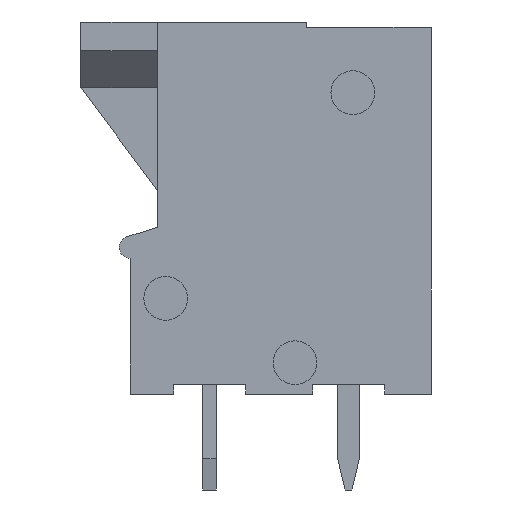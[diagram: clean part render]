
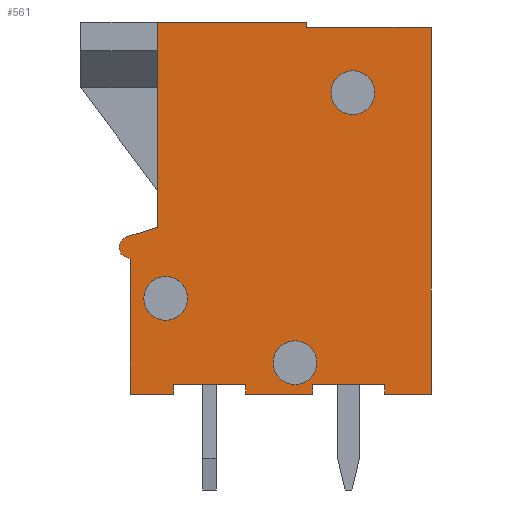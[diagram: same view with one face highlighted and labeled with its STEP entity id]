
A CAD part, left-side view. The second image highlights one B-rep face of the part: STEP entity #561.
In plain terms, the highlighted planar face has unit normal (-1, 0, 0).
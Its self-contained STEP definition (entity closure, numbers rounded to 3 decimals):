
#561 = ADVANCED_FACE( '', ( #1205, #1206, #1207, #1208 ), #1209, .F. );
#1205 = FACE_BOUND( '', #2003, .T. );
#1206 = FACE_OUTER_BOUND( '', #2004, .T. );
#1207 = FACE_BOUND( '', #2005, .T. );
#1208 = FACE_BOUND( '', #2006, .T. );
#1209 = PLANE( '', #2007 );
#2003 = EDGE_LOOP( '', ( #3143 ) );
#2004 = EDGE_LOOP( '', ( #3144, #3145, #3146, #3147, #3148, #3149, #3150, #3151, #3152, #3153, #3154, #3155, #3156, #3157, #3158, #3159, #3160 ) );
#2005 = EDGE_LOOP( '', ( #3161 ) );
#2006 = EDGE_LOOP( '', ( #3162 ) );
#2007 = AXIS2_PLACEMENT_3D( '', #3163, #3164, #3165 );
#3143 = ORIENTED_EDGE( '', *, *, #5055, .T. );
#3144 = ORIENTED_EDGE( '', *, *, #5037, .F. );
#3145 = ORIENTED_EDGE( '', *, *, #5242, .T. );
#3146 = ORIENTED_EDGE( '', *, *, #5243, .F. );
#3147 = ORIENTED_EDGE( '', *, *, #5244, .F. );
#3148 = ORIENTED_EDGE( '', *, *, #5245, .F. );
#3149 = ORIENTED_EDGE( '', *, *, #5246, .T. );
#3150 = ORIENTED_EDGE( '', *, *, #5247, .F. );
#3151 = ORIENTED_EDGE( '', *, *, #5248, .F. );
#3152 = ORIENTED_EDGE( '', *, *, #5249, .F. );
#3153 = ORIENTED_EDGE( '', *, *, #5197, .F. );
#3154 = ORIENTED_EDGE( '', *, *, #5250, .F. );
#3155 = ORIENTED_EDGE( '', *, *, #5033, .F. );
#3156 = ORIENTED_EDGE( '', *, *, #5223, .F. );
#3157 = ORIENTED_EDGE( '', *, *, #5251, .F. );
#3158 = ORIENTED_EDGE( '', *, *, #5252, .F. );
#3159 = ORIENTED_EDGE( '', *, *, #5253, .F. );
#3160 = ORIENTED_EDGE( '', *, *, #5254, .F. );
#3161 = ORIENTED_EDGE( '', *, *, #5255, .T. );
#3162 = ORIENTED_EDGE( '', *, *, #5232, .T. );
#3163 = CARTESIAN_POINT( '', ( -1.27, 5.5, -1.332 ) );
#3164 = DIRECTION( '', ( 1., 0., 0. ) );
#3165 = DIRECTION( '', ( 0., 0., -1. ) );
#5033 = EDGE_CURVE( '', #6050, #6052, #6053, .T. );
#5037 = EDGE_CURVE( '', #6057, #6059, #6060, .T. );
#5055 = EDGE_CURVE( '', #6090, #6090, #6091, .T. );
#5197 = EDGE_CURVE( '', #6332, #6333, #6334, .T. );
#5223 = EDGE_CURVE( '', #6374, #6050, #6375, .T. );
#5232 = EDGE_CURVE( '', #6387, #6387, #6388, .T. );
#5242 = EDGE_CURVE( '', #6057, #6404, #6405, .T. );
#5243 = EDGE_CURVE( '', #6406, #6404, #6407, .T. );
#5244 = EDGE_CURVE( '', #6408, #6406, #6409, .T. );
#5245 = EDGE_CURVE( '', #6410, #6408, #6411, .T. );
#5246 = EDGE_CURVE( '', #6410, #6412, #6413, .T. );
#5247 = EDGE_CURVE( '', #6414, #6412, #6415, .T. );
#5248 = EDGE_CURVE( '', #6416, #6414, #6417, .T. );
#5249 = EDGE_CURVE( '', #6333, #6416, #6418, .T. );
#5250 = EDGE_CURVE( '', #6052, #6332, #6419, .T. );
#5251 = EDGE_CURVE( '', #6420, #6374, #6421, .T. );
#5252 = EDGE_CURVE( '', #6422, #6420, #6423, .T. );
#5253 = EDGE_CURVE( '', #6424, #6422, #6425, .T. );
#5254 = EDGE_CURVE( '', #6059, #6424, #6426, .T. );
#5255 = EDGE_CURVE( '', #6427, #6427, #6428, .T. );
#6050 = VERTEX_POINT( '', #7506 );
#6052 = VERTEX_POINT( '', #7509 );
#6053 = LINE( '', #7510, #7511 );
#6057 = VERTEX_POINT( '', #7516 );
#6059 = VERTEX_POINT( '', #7519 );
#6060 = LINE( '', #7520, #7521 );
#6090 = VERTEX_POINT( '', #7564 );
#6091 = CIRCLE( '', #7565, 0.8 );
#6332 = VERTEX_POINT( '', #7901 );
#6333 = VERTEX_POINT( '', #7902 );
#6334 = LINE( '', #7903, #7904 );
#6374 = VERTEX_POINT( '', #7962 );
#6375 = LINE( '', #7963, #7964 );
#6387 = VERTEX_POINT( '', #7981 );
#6388 = CIRCLE( '', #7982, 0.8 );
#6404 = VERTEX_POINT( '', #8000 );
#6405 = LINE( '', #8001, #8002 );
#6406 = VERTEX_POINT( '', #8003 );
#6407 = LINE( '', #8004, #8005 );
#6408 = VERTEX_POINT( '', #8006 );
#6409 = LINE( '', #8007, #8008 );
#6410 = VERTEX_POINT( '', #8009 );
#6411 = LINE( '', #8010, #8011 );
#6412 = VERTEX_POINT( '', #8012 );
#6413 = LINE( '', #8013, #8014 );
#6414 = VERTEX_POINT( '', #8015 );
#6415 = LINE( '', #8016, #8017 );
#6416 = VERTEX_POINT( '', #8018 );
#6417 = LINE( '', #8019, #8020 );
#6418 = LINE( '', #8021, #8022 );
#6419 = LINE( '', #8023, #8024 );
#6420 = VERTEX_POINT( '', #8025 );
#6421 = CIRCLE( '', #8026, 0.4 );
#6422 = VERTEX_POINT( '', #8027 );
#6423 = LINE( '', #8028, #8029 );
#6424 = VERTEX_POINT( '', #8030 );
#6425 = LINE( '', #8031, #8032 );
#6426 = LINE( '', #8033, #8034 );
#6427 = VERTEX_POINT( '', #8035 );
#6428 = CIRCLE( '', #8036, 0.8 );
#7506 = CARTESIAN_POINT( '', ( -1.27, 4.5, -0.6 ) );
#7509 = CARTESIAN_POINT( '', ( -1.27, 4.5, 6.9 ) );
#7510 = CARTESIAN_POINT( '', ( -1.27, 4.5, -0.6 ) );
#7511 = VECTOR( '', #9279, 1000. );
#7516 = CARTESIAN_POINT( '', ( -1.27, 1.275, -6.35 ) );
#7519 = CARTESIAN_POINT( '', ( -1.27, 3.925, -6.35 ) );
#7520 = CARTESIAN_POINT( '', ( -1.27, 1.275, -6.35 ) );
#7521 = VECTOR( '', #9282, 1000. );
#7564 = CARTESIAN_POINT( '', ( -1.27, 3.4, -3.2 ) );
#7565 = AXIS2_PLACEMENT_3D( '', #9299, #9300, #9301 );
#7901 = CARTESIAN_POINT( '', ( -1.27, -0.95, 6.9 ) );
#7902 = CARTESIAN_POINT( '', ( -1.27, -0.95, 6.7 ) );
#7903 = CARTESIAN_POINT( '', ( -1.27, -0.95, 6.7 ) );
#7904 = VECTOR( '', #9454, 1000. );
#7962 = CARTESIAN_POINT( '', ( -1.27, 5.619, -0.95 ) );
#7963 = CARTESIAN_POINT( '', ( -1.27, 5.619, -0.95 ) );
#7964 = VECTOR( '', #9476, 1000. );
#7981 = CARTESIAN_POINT( '', ( -1.27, -1.325, -5.55 ) );
#7982 = AXIS2_PLACEMENT_3D( '', #9485, #9486, #9487 );
#8000 = CARTESIAN_POINT( '', ( -1.27, 1.275, -6.7 ) );
#8001 = CARTESIAN_POINT( '', ( -1.27, 1.275, -6.35 ) );
#8002 = VECTOR( '', #9502, 1000. );
#8003 = CARTESIAN_POINT( '', ( -1.27, -1.155, -6.7 ) );
#8004 = CARTESIAN_POINT( '', ( -1.27, -5.5, -6.7 ) );
#8005 = VECTOR( '', #9503, 1000. );
#8006 = CARTESIAN_POINT( '', ( -1.27, -1.155, -6.35 ) );
#8007 = CARTESIAN_POINT( '', ( -1.27, -1.155, -6.35 ) );
#8008 = VECTOR( '', #9504, 1000. );
#8009 = CARTESIAN_POINT( '', ( -1.27, -3.805, -6.35 ) );
#8010 = CARTESIAN_POINT( '', ( -1.27, -3.805, -6.35 ) );
#8011 = VECTOR( '', #9505, 1000. );
#8012 = CARTESIAN_POINT( '', ( -1.27, -3.805, -6.7 ) );
#8013 = CARTESIAN_POINT( '', ( -1.27, -3.805, -6.35 ) );
#8014 = VECTOR( '', #9506, 1000. );
#8015 = CARTESIAN_POINT( '', ( -1.27, -5.5, -6.7 ) );
#8016 = CARTESIAN_POINT( '', ( -1.27, -5.5, -6.7 ) );
#8017 = VECTOR( '', #9507, 1000. );
#8018 = CARTESIAN_POINT( '', ( -1.27, -5.5, 6.7 ) );
#8019 = CARTESIAN_POINT( '', ( -1.27, -5.5, 6.7 ) );
#8020 = VECTOR( '', #9508, 1000. );
#8021 = CARTESIAN_POINT( '', ( -1.27, -5.5, 6.7 ) );
#8022 = VECTOR( '', #9509, 1000. );
#8023 = CARTESIAN_POINT( '', ( -1.27, 4.5, 6.9 ) );
#8024 = VECTOR( '', #9510, 1000. );
#8025 = CARTESIAN_POINT( '', ( -1.27, 5.5, -1.732 ) );
#8026 = AXIS2_PLACEMENT_3D( '', #9511, #9512, #9513 );
#8027 = CARTESIAN_POINT( '', ( -1.27, 5.5, -6.7 ) );
#8028 = CARTESIAN_POINT( '', ( -1.27, 5.5, -6.7 ) );
#8029 = VECTOR( '', #9514, 1000. );
#8030 = CARTESIAN_POINT( '', ( -1.27, 3.925, -6.7 ) );
#8031 = CARTESIAN_POINT( '', ( -1.27, -5.5, -6.7 ) );
#8032 = VECTOR( '', #9515, 1000. );
#8033 = CARTESIAN_POINT( '', ( -1.27, 3.925, -6.35 ) );
#8034 = VECTOR( '', #9516, 1000. );
#8035 = CARTESIAN_POINT( '', ( -1.27, -3.44, 4.32 ) );
#8036 = AXIS2_PLACEMENT_3D( '', #9517, #9518, #9519 );
#9279 = DIRECTION( '', ( 0., 0., 1. ) );
#9282 = DIRECTION( '', ( 0., 1., 0. ) );
#9299 = CARTESIAN_POINT( '', ( -1.27, 4.2, -3.2 ) );
#9300 = DIRECTION( '', ( 1., 0., 0. ) );
#9301 = DIRECTION( '', ( 0., -1., 0. ) );
#9454 = DIRECTION( '', ( 0., 0., -1. ) );
#9476 = DIRECTION( '', ( 0., -0.954, 0.298 ) );
#9485 = CARTESIAN_POINT( '', ( -1.27, -0.525, -5.55 ) );
#9486 = DIRECTION( '', ( 1., 0., 0. ) );
#9487 = DIRECTION( '', ( 0., -1., 0. ) );
#9502 = DIRECTION( '', ( 0., 0., -1. ) );
#9503 = DIRECTION( '', ( 0., 1., 0. ) );
#9504 = DIRECTION( '', ( 0., 0., -1. ) );
#9505 = DIRECTION( '', ( 0., 1., 0. ) );
#9506 = DIRECTION( '', ( 0., 0., -1. ) );
#9507 = DIRECTION( '', ( 0., 1., 0. ) );
#9508 = DIRECTION( '', ( 0., 0., -1. ) );
#9509 = DIRECTION( '', ( 0., -1., 0. ) );
#9510 = DIRECTION( '', ( 0., -1., 0. ) );
#9511 = CARTESIAN_POINT( '', ( -1.27, 5.5, -1.332 ) );
#9512 = DIRECTION( '', ( 1., 0., 0. ) );
#9513 = DIRECTION( '', ( 0., -1., 0. ) );
#9514 = DIRECTION( '', ( 0., 0., 1. ) );
#9515 = DIRECTION( '', ( 0., 1., 0. ) );
#9516 = DIRECTION( '', ( 0., 0., -1. ) );
#9517 = CARTESIAN_POINT( '', ( -1.27, -2.64, 4.32 ) );
#9518 = DIRECTION( '', ( 1., 0., 0. ) );
#9519 = DIRECTION( '', ( 0., -1., 0. ) );
